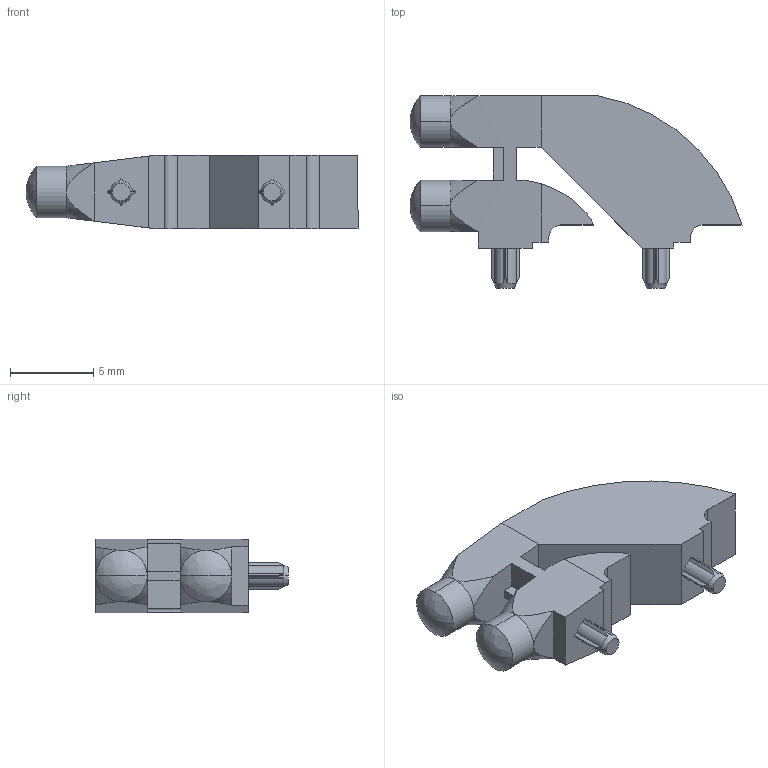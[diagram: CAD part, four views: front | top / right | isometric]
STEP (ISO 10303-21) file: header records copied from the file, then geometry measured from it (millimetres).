
FILE_DESCRIPTION (( 'STEP AP214' ), '1' );
FILE_NAME ('7511A62.STEP', '2014-03-03T22:54:40', ( 'Admin' ), ( 'Microsoft' ), 'SwSTEP 2.0', 'SolidWorks 2014', '' );
FILE_SCHEMA (( 'AUTOMOTIVE_DESIGN' ));
Length unit declared in the file: millimetre
Products named in the file (1): 7511A62
Bounding box: 19.97 x 11.58 x 4.45 mm (x, y, z)
Volume: 507.9 mm3; surface area: 569.1 mm2
Topology: 1 solids, 1 shells, 90 faces, 251 edges, 160 vertices
Faces by surface type: plane 57, cylinder 17, cone 12, bspline 4
Entity records: 3505 total; most frequent: CARTESIAN_POINT 848, ORIENTED_EDGE 494, DIRECTION 417, EDGE_CURVE 247, VERTEX_POINT 160, LINE 151, VECTOR 151, AXIS2_PLACEMENT_3D 133
